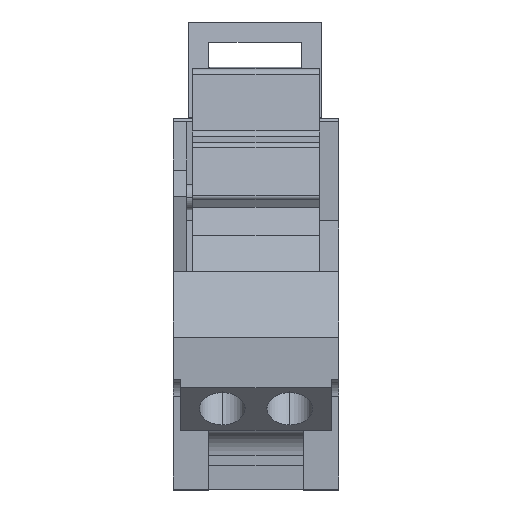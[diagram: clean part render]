
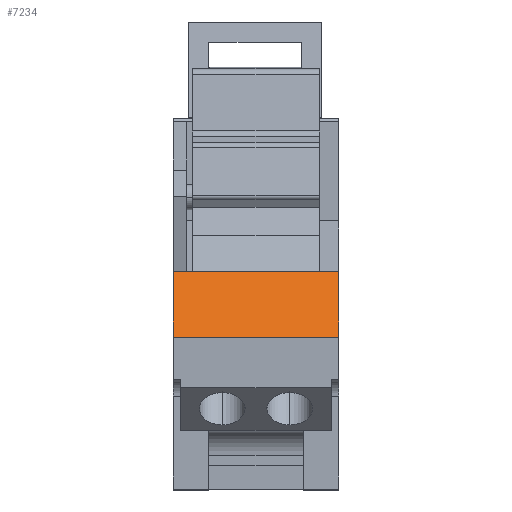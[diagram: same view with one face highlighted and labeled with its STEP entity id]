
A CAD part, top view. The second image highlights one B-rep face of the part: STEP entity #7234.
In plain terms, the highlighted planar face has unit normal (0, 0.458, 0.889).
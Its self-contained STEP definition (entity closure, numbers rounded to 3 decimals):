
#3628=VERTEX_POINT('',#10558);
#4464=VERTEX_POINT('',#11465);
#5016=EDGE_CURVE('',#6490,#4464,#12075,.T.);
#6292=VERTEX_POINT('',#13455);
#6490=VERTEX_POINT('',#13672);
#7234=ADVANCED_FACE('',(#14483),#14484,.T.);
#7384=EDGE_CURVE('',#4464,#6292,#14653,.T.);
#9342=EDGE_CURVE('',#6490,#3628,#16805,.T.);
#9390=EDGE_CURVE('',#9840,#3628,#16858,.T.);
#9840=VERTEX_POINT('',#17349);
#9978=EDGE_CURVE('',#6292,#9840,#17500,.T.);
#10558=CARTESIAN_POINT('',(-4.9,-12.8,18.0));
#11465=CARTESIAN_POINT('',(4.9,-8.915,15.999));
#12075=LINE('',#20327,#20328);
#13455=CARTESIAN_POINT('',(-4.1,-8.915,15.999));
#13672=CARTESIAN_POINT('',(4.9,-12.8,18.0));
#14483=FACE_OUTER_BOUND('',#23780,.T.);
#14484=PLANE('',#23781);
#14653=LINE('',#24017,#24018);
#16805=LINE('',#27147,#27148);
#16858=LINE('',#27231,#27232);
#17349=CARTESIAN_POINT('',(-4.9,-8.915,15.999));
#17500=LINE('',#28158,#28159);
#20327=CARTESIAN_POINT('',(4.9,-12.8,18.0));
#20328=VECTOR('',#30617,1.0);
#23780=EDGE_LOOP('',(#32877,#32878,#32879,#32880,#32881));
#23781=AXIS2_PLACEMENT_3D('',#32882,#32883,#32884);
#24017=CARTESIAN_POINT('',(4.9,-8.915,15.999));
#24018=VECTOR('',#33121,1.0);
#27147=CARTESIAN_POINT('',(4.9,-12.8,18.0));
#27148=VECTOR('',#35407,1.0);
#27231=CARTESIAN_POINT('',(-4.9,-12.8,18.0));
#27232=VECTOR('',#35465,1.);
#28158=CARTESIAN_POINT('',(4.9,-8.915,15.999));
#28159=VECTOR('',#36113,1.0);
#30617=DIRECTION('',(0.0,0.889,-0.458));
#32877=ORIENTED_EDGE('',*,*,#9390,.T.);
#32878=ORIENTED_EDGE('',*,*,#9342,.F.);
#32879=ORIENTED_EDGE('',*,*,#5016,.T.);
#32880=ORIENTED_EDGE('',*,*,#7384,.T.);
#32881=ORIENTED_EDGE('',*,*,#9978,.T.);
#32882=CARTESIAN_POINT('',(4.9,-8.915,15.999));
#32883=DIRECTION('',(0.0,0.458,0.889));
#32884=DIRECTION('',(0.0,0.889,-0.458));
#33121=DIRECTION('',(-1.0,0.0,0.0));
#35407=DIRECTION('',(-1.0,0.0,0.0));
#35465=DIRECTION('',(0.0,-0.889,0.458));
#36113=DIRECTION('',(-1.0,0.0,0.0));
